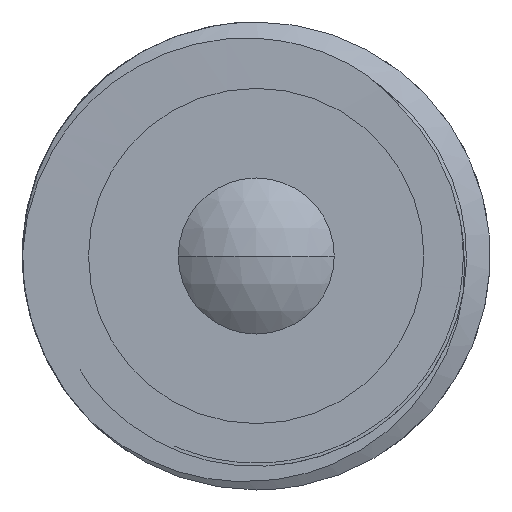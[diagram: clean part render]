
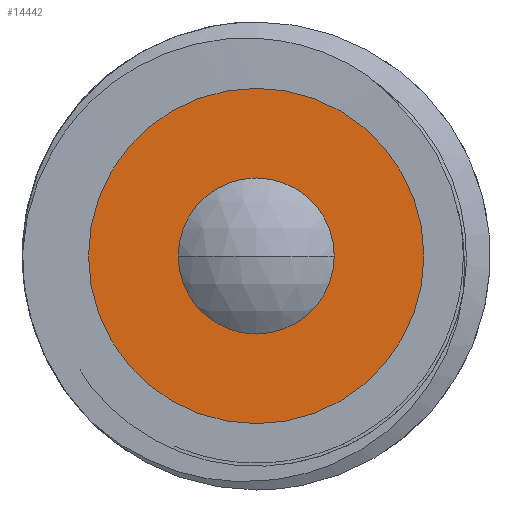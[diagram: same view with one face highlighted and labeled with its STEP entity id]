
A CAD part, left-side view. The second image highlights one B-rep face of the part: STEP entity #14442.
In plain terms, the highlighted planar face has unit normal (-1, 0, 0).
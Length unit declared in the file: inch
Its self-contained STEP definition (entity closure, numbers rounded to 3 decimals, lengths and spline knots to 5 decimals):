
#309 = VERTEX_POINT ( 'NONE', #10079 ) ;
#432 = AXIS2_PLACEMENT_3D ( 'NONE', #12985, #9441, #11840 ) ;
#537 = VERTEX_POINT ( 'NONE', #6137 ) ;
#655 = PLANE ( 'NONE',  #432 ) ;
#837 = DIRECTION ( 'NONE',  ( 0., 0., 1. ) ) ;
#980 = DIRECTION ( 'NONE',  ( -1., 0., 0. ) ) ;
#1081 = VERTEX_POINT ( 'NONE', #5414 ) ;
#1311 = EDGE_CURVE ( 'NONE', #1081, #537, #11962, .T. ) ;
#2777 = CIRCLE ( 'NONE', #6922, 0.03937 ) ;
#3596 = AXIS2_PLACEMENT_3D ( 'NONE', #10022, #12333, #5489 ) ;
#4239 = ORIENTED_EDGE ( 'NONE', *, *, #1311, .T. ) ;
#4342 = FACE_OUTER_BOUND ( 'NONE', #5815, .T. ) ;
#4377 = CIRCLE ( 'NONE', #3596, 0.03937 ) ;
#5414 = CARTESIAN_POINT ( 'NONE',  ( 0.1378, 0., -0.08465 ) ) ;
#5489 = DIRECTION ( 'NONE',  ( 0., 0., 1. ) ) ;
#5815 = EDGE_LOOP ( 'NONE', ( #13049, #4239 ) ) ;
#5876 = CARTESIAN_POINT ( 'NONE',  ( 0.1378, 0., 0. ) ) ;
#5893 = EDGE_CURVE ( 'NONE', #9709, #309, #4377, .T. ) ;
#6137 = CARTESIAN_POINT ( 'NONE',  ( 0.1378, 0., 0.08465 ) ) ;
#6706 = EDGE_LOOP ( 'NONE', ( #7756, #9017 ) ) ;
#6922 = AXIS2_PLACEMENT_3D ( 'NONE', #5876, #11452, #9204 ) ;
#6969 = EDGE_CURVE ( 'NONE', #537, #1081, #8601, .T. ) ;
#7756 = ORIENTED_EDGE ( 'NONE', *, *, #11373, .F. ) ;
#8601 = CIRCLE ( 'NONE', #12048, 0.08465 ) ;
#9017 = ORIENTED_EDGE ( 'NONE', *, *, #5893, .F. ) ;
#9204 = DIRECTION ( 'NONE',  ( 0., 0., 1. ) ) ;
#9441 = DIRECTION ( 'NONE',  ( 1., 0., 0. ) ) ;
#9709 = VERTEX_POINT ( 'NONE', #10502 ) ;
#10022 = CARTESIAN_POINT ( 'NONE',  ( 0.1378, 0., 0. ) ) ;
#10079 = CARTESIAN_POINT ( 'NONE',  ( 0.1378, 0., 0.03937 ) ) ;
#10274 = CARTESIAN_POINT ( 'NONE',  ( 0.1378, 0., 0. ) ) ;
#10325 = DIRECTION ( 'NONE',  ( 0., 0., 1. ) ) ;
#10445 = AXIS2_PLACEMENT_3D ( 'NONE', #10274, #12543, #10325 ) ;
#10502 = CARTESIAN_POINT ( 'NONE',  ( 0.1378, 0., -0.03937 ) ) ;
#11373 = EDGE_CURVE ( 'NONE', #309, #9709, #2777, .T. ) ;
#11452 = DIRECTION ( 'NONE',  ( -1., 0., 0. ) ) ;
#11840 = DIRECTION ( 'NONE',  ( 0., 1., 0. ) ) ;
#11962 = CIRCLE ( 'NONE', #10445, 0.08465 ) ;
#12048 = AXIS2_PLACEMENT_3D ( 'NONE', #12133, #980, #837 ) ;
#12133 = CARTESIAN_POINT ( 'NONE',  ( 0.1378, 0., 0. ) ) ;
#12270 = FACE_BOUND ( 'NONE', #6706, .T. ) ;
#12333 = DIRECTION ( 'NONE',  ( -1., 0., 0. ) ) ;
#12543 = DIRECTION ( 'NONE',  ( -1., 0., 0. ) ) ;
#12985 = CARTESIAN_POINT ( 'NONE',  ( 0.1378, 0.03937, 0. ) ) ;
#13049 = ORIENTED_EDGE ( 'NONE', *, *, #6969, .T. ) ;
#14442 = ADVANCED_FACE ( 'NONE', ( #4342, #12270 ), #655, .F. ) ;
